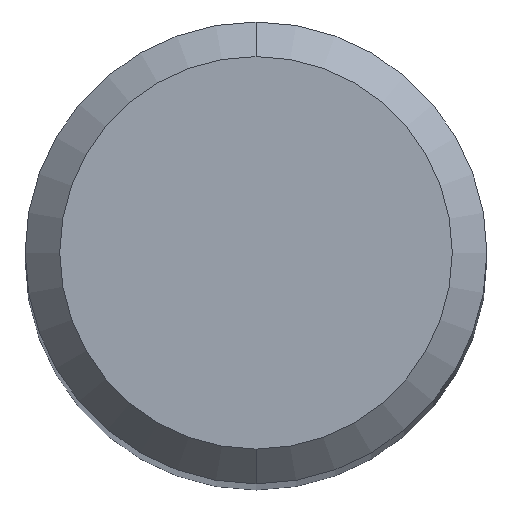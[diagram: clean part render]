
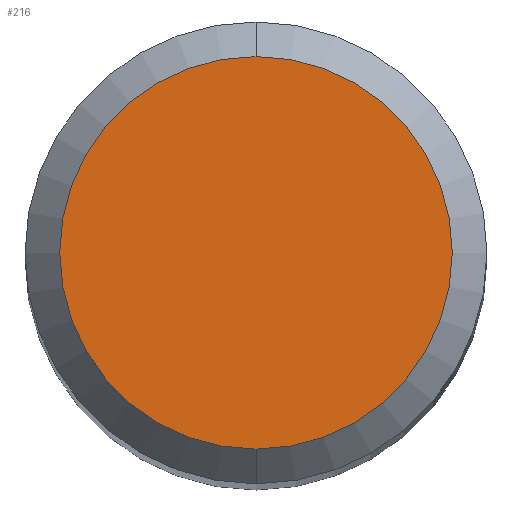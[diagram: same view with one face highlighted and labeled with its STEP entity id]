
A CAD part, top view. The second image highlights one B-rep face of the part: STEP entity #216.
In plain terms, the highlighted planar face has unit normal (0, 0, 1).
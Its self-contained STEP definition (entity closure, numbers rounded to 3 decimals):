
#112=EDGE_CURVE('',#142,#138,#267,.T.);
#138=VERTEX_POINT('',#296);
#142=VERTEX_POINT('',#301);
#146=EDGE_CURVE('',#138,#142,#305,.T.);
#216=ADVANCED_FACE('',(#385),#386,.T.);
#267=CIRCLE('',#433,1.7);
#296=CARTESIAN_POINT('',(0.,-1.7,0.0));
#301=CARTESIAN_POINT('',(0.0,1.7,0.0));
#305=CIRCLE('',#475,1.7);
#385=FACE_OUTER_BOUND('',#580,.T.);
#386=PLANE('',#581);
#433=AXIS2_PLACEMENT_3D('',#628,#629,#630);
#475=AXIS2_PLACEMENT_3D('',#671,#672,#673);
#580=EDGE_LOOP('',(#785,#786));
#581=AXIS2_PLACEMENT_3D('',#787,#788,#789);
#628=CARTESIAN_POINT('',(0.0,0.0,0.0));
#629=DIRECTION('',(0.0,0.0,-1.0));
#630=DIRECTION('',(0.0,1.0,0.0));
#671=CARTESIAN_POINT('',(0.0,0.0,0.0));
#672=DIRECTION('',(0.0,0.0,-1.0));
#673=DIRECTION('',(0.0,1.0,0.0));
#785=ORIENTED_EDGE('',*,*,#112,.F.);
#786=ORIENTED_EDGE('',*,*,#146,.F.);
#787=CARTESIAN_POINT('',(0.0,0.85,0.0));
#788=DIRECTION('',(-0.0,0.0,1.0));
#789=DIRECTION('',(0.0,-1.0,0.0));
